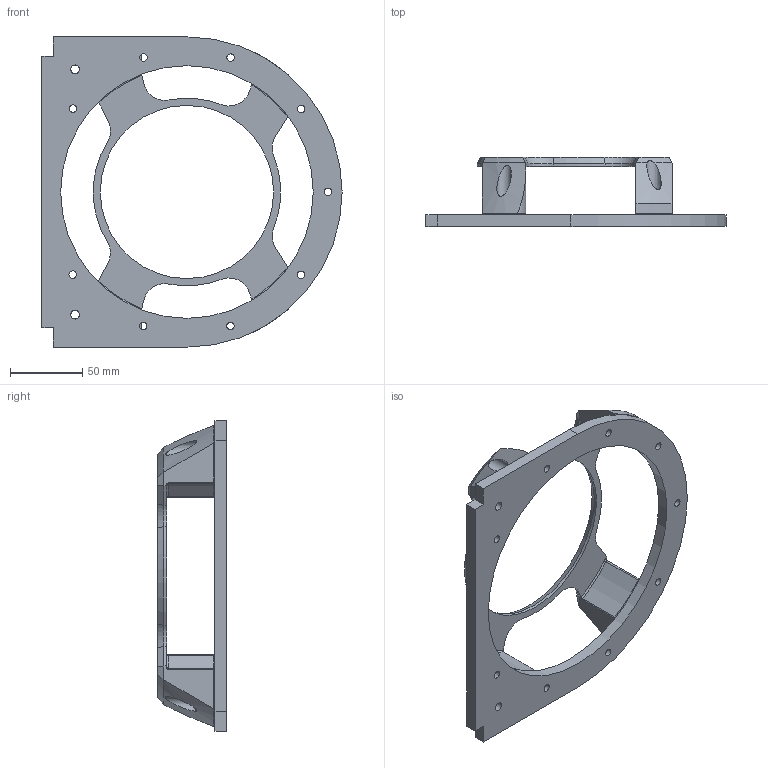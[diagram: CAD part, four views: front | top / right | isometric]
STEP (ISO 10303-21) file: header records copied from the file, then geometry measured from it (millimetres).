
FILE_DESCRIPTION(/* description */ (''),/* implementation_level */ '2;1');
FILE_NAME(/* name */ 'Retainer_fenris v22.step',/* time_stamp */ '2022-05-14T18:57:39+02:00',/* author */ (''),/* organization */ (''),/* preprocessor_version */ 'ST-DEVELOPER v18.1',/* originating_system */ 'Autodesk Translation Framework v10.14.0.1471',/* authorisation */ '');
FILE_SCHEMA (('AUTOMOTIVE_DESIGN { 1 0 10303 214 3 1 1 }'));
Length unit declared in the file: millimetre
Products named in the file (3): Retainer_fenris; el hus feste DD rev 4 v1; Low boyancy V2
Assembly tree (2 placements, depth 2):
  Retainer_fenris
    el hus feste DD rev 4 v1
    Low boyancy V2
Bounding box: 208 x 47.8 x 215 mm (x, y, z)
Volume: 215350.5 mm3; surface area: 76648.1 mm2
Topology: 2 solids, 2 shells, 178 faces, 479 edges, 303 vertices
Faces by surface type: plane 95, cylinder 50, cone 21, torus 12
Full cylindrical faces by diameter (mm): 5 x4, 5.2 x9, 6 x2, 10 x4, 120 x1, 175 x1
Entity records: 5911 total; most frequent: CARTESIAN_POINT 1267, DIRECTION 962, ORIENTED_EDGE 958, EDGE_CURVE 479, AXIS2_PLACEMENT_3D 350, VERTEX_POINT 303, LINE 262, VECTOR 262
